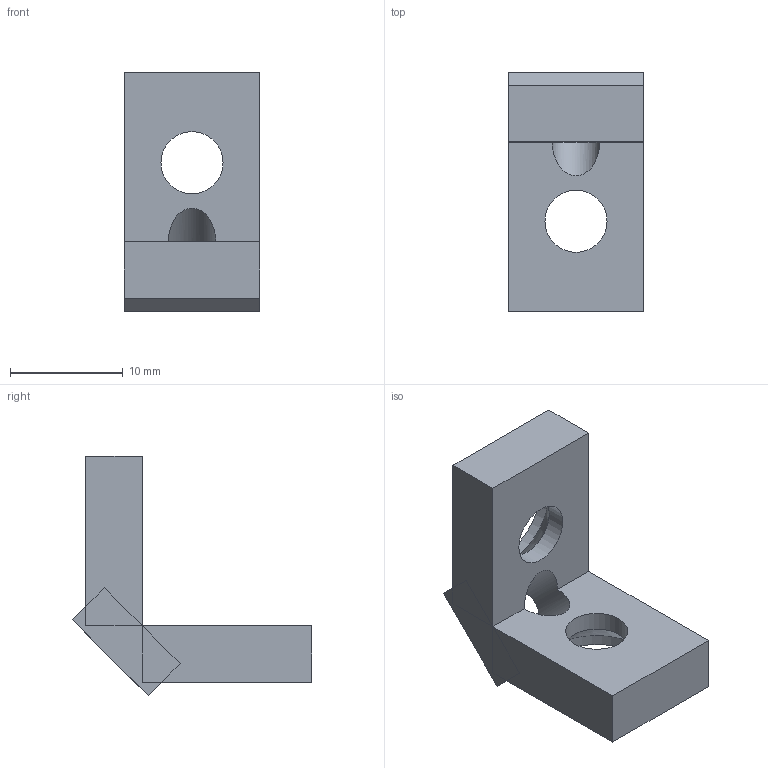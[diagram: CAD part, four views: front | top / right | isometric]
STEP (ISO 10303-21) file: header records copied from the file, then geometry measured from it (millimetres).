
FILE_DESCRIPTION(('FreeCAD Model'),'2;1');
FILE_NAME('Open CASCADE Shape Model','2024-12-25T13:03:38',(''),(''), 'Open CASCADE STEP processor 7.6','FreeCAD','Unknown');
FILE_SCHEMA(('AUTOMOTIVE_DESIGN { 1 0 10303 214 1 1 1 1 }'));
Length unit declared in the file: millimetre
Products named in the file (1): Тіло
Bounding box: 12 x 21.19 x 21.19 mm (x, y, z)
Volume: 1485.7 mm3; surface area: 1400.7 mm2
Topology: 1 solids, 1 shells, 26 faces, 62 edges, 37 vertices
Faces by surface type: plane 19, cylinder 5, cone 2
Full cylindrical faces by diameter (mm): 4.2 x1, 5.5 x2, 10.1 x2
Entity records: 767 total; most frequent: DIRECTION 127, CARTESIAN_POINT 126, ORIENTED_EDGE 124, EDGE_CURVE 62, LINE 51, VECTOR 51, AXIS2_PLACEMENT_3D 38, VERTEX_POINT 37
